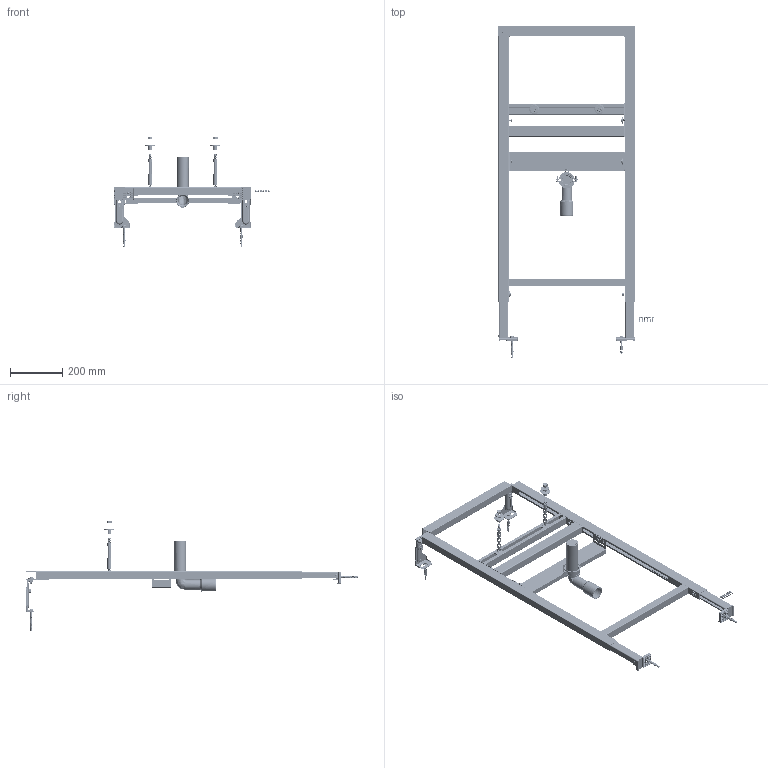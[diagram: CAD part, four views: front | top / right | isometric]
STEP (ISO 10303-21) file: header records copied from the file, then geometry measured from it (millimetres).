
FILE_DESCRIPTION((''),'2;1');
FILE_NAME('90_667_00_0006_ASM','2019-01-23T',('mberthel'),(''),'PRO/ENGINEER BY PARAMETRIC TECHNOLOGY CORPORATION, 2015030','PRO/ENGINEER BY PARAMETRIC TECHNOLOGY CORPORATION, 2015030','');
FILE_SCHEMA(('CONFIG_CONTROL_DESIGN'));
Products named in the file (1): 90_667_00_0006_ASM
Bounding box: 597.09 x 1275 x 422.8 mm (x, y, z)
Surface area: 1400379.1 mm2 (no closed solid volume)
Topology: 0 solids, 316 shells, 3058 faces, 10636 edges, 7592 vertices
Faces by surface type: cylinder 1465, plane 932, cone 266, bspline 227, torus 110, sphere 58
Entity records: 202433 total; most frequent: CARTESIAN_POINT 94722, DIRECTION 16059, ORIENTED_EDGE 16027, EDGE_CURVE 10590, VERTEX_POINT 7592, AXIS2_PLACEMENT_3D 5856, VECTOR 4347, LINE 4347
